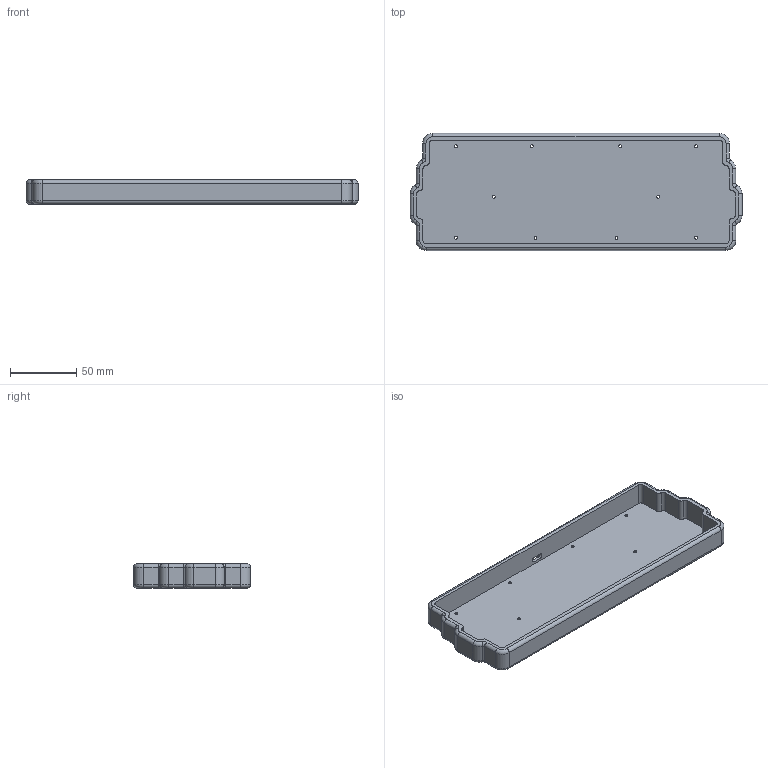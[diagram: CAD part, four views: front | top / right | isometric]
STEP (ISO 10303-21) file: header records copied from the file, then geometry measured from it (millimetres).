
FILE_DESCRIPTION(('HOOPS Exchange Step'),'2;1');
FILE_NAME('temp_export','2025-07-15T12:14:24-04:00',('jscotto'),('Shapr3D Limited'),'HOOPS Exchange 2024.8','Shapr3D','Authorized');
FILE_SCHEMA( ('AP242_MANAGED_MODEL_BASED_3D_ENGINEERING_MIM_LF {1 0 10303 442 1 1 4}') );
Length unit declared in the file: millimetre
Products named in the file (1): Case
Bounding box: 250.12 x 88.2 x 18.2 mm (x, y, z)
Volume: 77184.7 mm3; surface area: 63385.9 mm2
Topology: 1 solids, 1 shells, 142 faces, 359 edges, 220 vertices
Faces by surface type: cylinder 68, torus 34, plane 28, cone 10, bspline 2
Full cylindrical faces by diameter (mm): 2.2 x10
Entity records: 4816 total; most frequent: CARTESIAN_POINT 1176, DIRECTION 839, ORIENTED_EDGE 718, EDGE_CURVE 359, AXIS2_PLACEMENT_3D 344, VERTEX_POINT 220, CIRCLE 202, EDGE_LOOP 165
